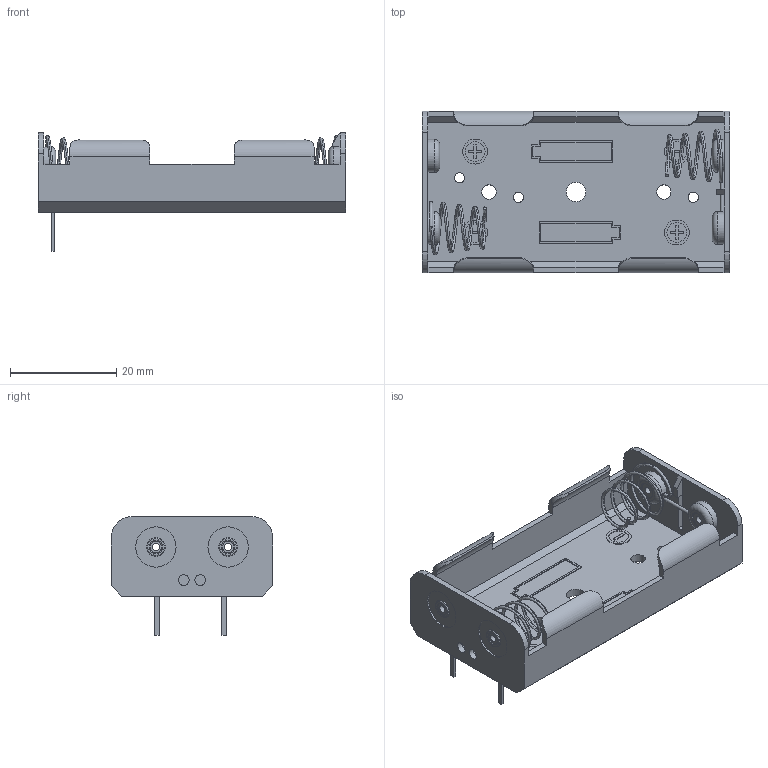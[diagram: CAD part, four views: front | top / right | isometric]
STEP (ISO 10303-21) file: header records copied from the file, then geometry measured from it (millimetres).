
FILE_DESCRIPTION(/* description */ (''),/* implementation_level */ '2;1');
FILE_NAME(/* name */ 'MPD - BC2AAPC.step',/* time_stamp */ '2020-04-02T13:32:26+01:00',/* author */ (''),/* organization */ (''),/* preprocessor_version */ 'ST-DEVELOPER v18',/* originating_system */ 'Autodesk Translation Framework v8.12.0.6',/* authorisation */ '');
FILE_SCHEMA (('AUTOMOTIVE_DESIGN { 1 0 10303 214 3 1 1 }'));
Length unit declared in the file: millimetre
Products named in the file (1): MPD - BC2AAPC
Bounding box: 58 x 30.5 x 22.37 mm (x, y, z)
Volume: 4857.2 mm3; surface area: 8270.6 mm2
Topology: 1 solids, 1 shells, 256 faces, 723 edges, 501 vertices
Faces by surface type: plane 165, cylinder 59, torus 20, bspline 12
Full cylindrical faces by diameter (mm): 0.6 x2, 0.7 x1, 1.4 x4, 1.92 x3, 2 x2, 2.7 x2, 3 x4, 3.5 x4, 3.65 x1, 3.7 x4, 4.7 x4, 6.2 x4, 7.6 x4
Entity records: 12373 total; most frequent: CARTESIAN_POINT 5251, ORIENTED_EDGE 1446, DIRECTION 1446, EDGE_CURVE 723, AXIS2_PLACEMENT_3D 509, VERTEX_POINT 501, LINE 428, VECTOR 428
